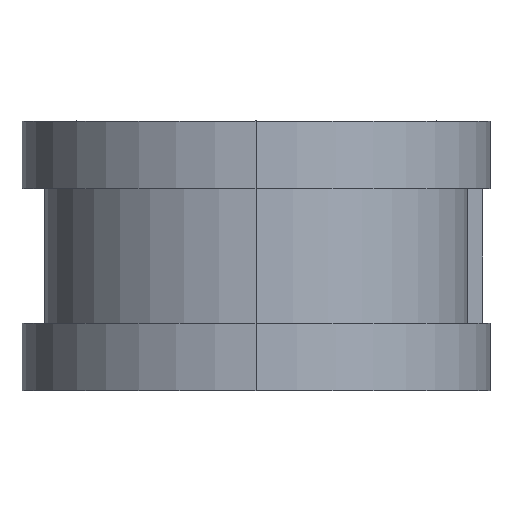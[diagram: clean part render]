
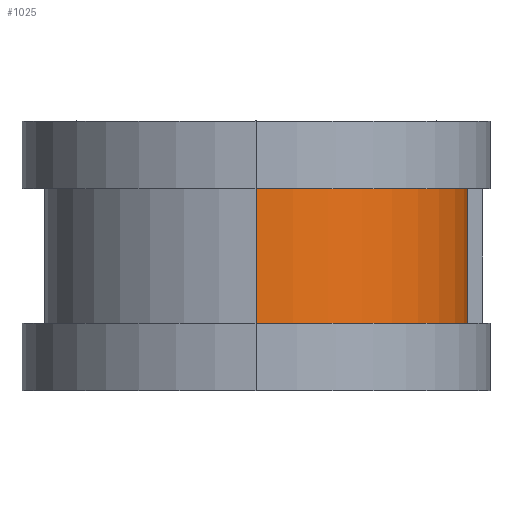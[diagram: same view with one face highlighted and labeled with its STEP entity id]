
A CAD part, left-side view. The second image highlights one B-rep face of the part: STEP entity #1025.
In plain terms, the highlighted cylindrical face has radius 14.1 mm (diameter 28.2 mm), a partial arc.
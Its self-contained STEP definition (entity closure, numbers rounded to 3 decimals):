
#17 = EDGE_CURVE ( 'NONE', #1046, #334, #865, .T. ) ;
#18 = EDGE_LOOP ( 'NONE', ( #191, #1358, #512, #601 ) ) ;
#26 = CARTESIAN_POINT ( 'NONE',  ( -14.1, 13.5, 4.5 ) ) ;
#35 = AXIS2_PLACEMENT_3D ( 'NONE', #846, #125, #1239 ) ;
#105 = AXIS2_PLACEMENT_3D ( 'NONE', #381, #1370, #992 ) ;
#125 = DIRECTION ( 'NONE',  ( 0., 0., -1. ) ) ;
#191 = ORIENTED_EDGE ( 'NONE', *, *, #772, .T. ) ;
#208 = VECTOR ( 'NONE', #1216, 1000. ) ;
#240 = CYLINDRICAL_SURFACE ( 'NONE', #35, 14.1 ) ;
#334 = VERTEX_POINT ( 'NONE', #704 ) ;
#381 = CARTESIAN_POINT ( 'NONE',  ( 0., 13.5, -4.5 ) ) ;
#408 = VECTOR ( 'NONE', #1418, 1000. ) ;
#464 = EDGE_CURVE ( 'NONE', #1367, #1046, #1343, .T. ) ;
#485 = CARTESIAN_POINT ( 'NONE',  ( 0., 13.5, 4.5 ) ) ;
#512 = ORIENTED_EDGE ( 'NONE', *, *, #17, .F. ) ;
#533 = CARTESIAN_POINT ( 'NONE',  ( 0., -0.6, 4.5 ) ) ;
#556 = LINE ( 'NONE', #799, #408 ) ;
#601 = ORIENTED_EDGE ( 'NONE', *, *, #464, .F. ) ;
#704 = CARTESIAN_POINT ( 'NONE',  ( -14.1, 13.5, -4.5 ) ) ;
#718 = CARTESIAN_POINT ( 'NONE',  ( 0., -0.6, 7.5 ) ) ;
#772 = EDGE_CURVE ( 'NONE', #1367, #1004, #1190, .T. ) ;
#799 = CARTESIAN_POINT ( 'NONE',  ( -14.1, 13.5, 7.5 ) ) ;
#846 = CARTESIAN_POINT ( 'NONE',  ( 0., 13.5, 7.5 ) ) ;
#865 = CIRCLE ( 'NONE', #105, 14.1 ) ;
#876 = CARTESIAN_POINT ( 'NONE',  ( 0., -0.6, -4.5 ) ) ;
#974 = DIRECTION ( 'NONE',  ( 0., -1., 0. ) ) ;
#992 = DIRECTION ( 'NONE',  ( 0., -1., 0. ) ) ;
#998 = AXIS2_PLACEMENT_3D ( 'NONE', #485, #1098, #974 ) ;
#1004 = VERTEX_POINT ( 'NONE', #26 ) ;
#1025 = ADVANCED_FACE ( 'NONE', ( #1348 ), #240, .T. ) ;
#1046 = VERTEX_POINT ( 'NONE', #876 ) ;
#1098 = DIRECTION ( 'NONE',  ( 0., 0., -1. ) ) ;
#1190 = CIRCLE ( 'NONE', #998, 14.1 ) ;
#1216 = DIRECTION ( 'NONE',  ( 0., 0., -1. ) ) ;
#1239 = DIRECTION ( 'NONE',  ( -1., 0., 0. ) ) ;
#1301 = EDGE_CURVE ( 'NONE', #1004, #334, #556, .T. ) ;
#1343 = LINE ( 'NONE', #718, #208 ) ;
#1348 = FACE_OUTER_BOUND ( 'NONE', #18, .T. ) ;
#1358 = ORIENTED_EDGE ( 'NONE', *, *, #1301, .T. ) ;
#1367 = VERTEX_POINT ( 'NONE', #533 ) ;
#1370 = DIRECTION ( 'NONE',  ( 0., 0., -1. ) ) ;
#1418 = DIRECTION ( 'NONE',  ( 0., 0., -1. ) ) ;
